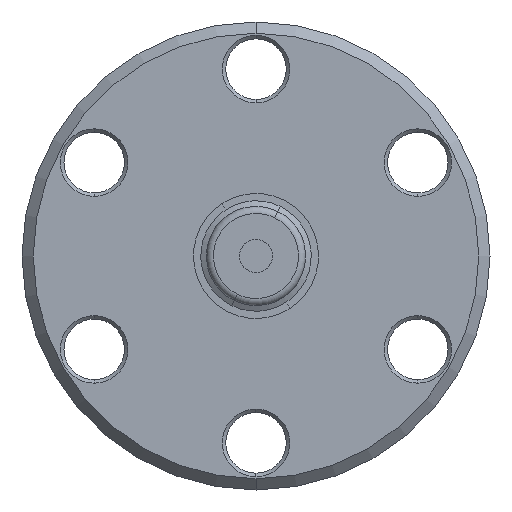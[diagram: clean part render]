
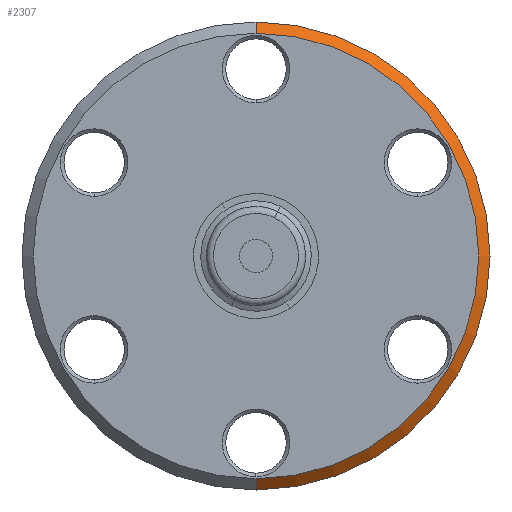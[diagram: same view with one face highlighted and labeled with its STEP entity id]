
A CAD part, front view. The second image highlights one B-rep face of the part: STEP entity #2307.
In plain terms, the highlighted conical face has half-angle 45 degrees and reference radius 16.891 mm.
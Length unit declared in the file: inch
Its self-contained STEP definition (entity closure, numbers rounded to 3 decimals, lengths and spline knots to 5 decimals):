
#9 = CARTESIAN_POINT ( 'NONE',  ( 0., 0.032, -0.665 ) ) ;
#120 = LINE ( 'NONE', #866, #1149 ) ;
#235 = FACE_OUTER_BOUND ( 'NONE', #1145, .T. ) ;
#337 = EDGE_CURVE ( 'NONE', #2358, #684, #2432, .T. ) ;
#518 = CARTESIAN_POINT ( 'NONE',  ( 0., 0., 0.633 ) ) ;
#585 = EDGE_CURVE ( 'NONE', #684, #1218, #610, .T. ) ;
#610 = CIRCLE ( 'NONE', #2388, 0.665 ) ;
#614 = CARTESIAN_POINT ( 'NONE',  ( 0., 0.032, 0. ) ) ;
#671 = EDGE_CURVE ( 'NONE', #1800, #1218, #120, .T. ) ;
#684 = VERTEX_POINT ( 'NONE', #730 ) ;
#700 = DIRECTION ( 'NONE',  ( 0., -1., 0. ) ) ;
#728 = ORIENTED_EDGE ( 'NONE', *, *, #671, .F. ) ;
#730 = CARTESIAN_POINT ( 'NONE',  ( 0., 0.032, -0.665 ) ) ;
#819 = DIRECTION ( 'NONE',  ( 0., 0., -1. ) ) ;
#866 = CARTESIAN_POINT ( 'NONE',  ( 0., 0.032, 0.665 ) ) ;
#879 = DIRECTION ( 'NONE',  ( 0., 1., 0. ) ) ;
#953 = AXIS2_PLACEMENT_3D ( 'NONE', #614, #879, #2174 ) ;
#1066 = ORIENTED_EDGE ( 'NONE', *, *, #337, .T. ) ;
#1090 = DIRECTION ( 'NONE',  ( 0., 0., -1. ) ) ;
#1121 = DIRECTION ( 'NONE',  ( 0., 0.707, -0.707 ) ) ;
#1145 = EDGE_LOOP ( 'NONE', ( #1480, #1066, #2015, #728 ) ) ;
#1149 = VECTOR ( 'NONE', #2005, 39.37008 ) ;
#1218 = VERTEX_POINT ( 'NONE', #1632 ) ;
#1480 = ORIENTED_EDGE ( 'NONE', *, *, #2010, .F. ) ;
#1632 = CARTESIAN_POINT ( 'NONE',  ( 0., 0.032, 0.665 ) ) ;
#1800 = VERTEX_POINT ( 'NONE', #518 ) ;
#1883 = CIRCLE ( 'NONE', #2196, 0.633 ) ;
#1935 = CARTESIAN_POINT ( 'NONE',  ( 0., 0., 0. ) ) ;
#1982 = CONICAL_SURFACE ( 'NONE', #953, 0.665, 0.785 ) ;
#2005 = DIRECTION ( 'NONE',  ( 0., 0.707, 0.707 ) ) ;
#2010 = EDGE_CURVE ( 'NONE', #2358, #1800, #1883, .T. ) ;
#2015 = ORIENTED_EDGE ( 'NONE', *, *, #585, .T. ) ;
#2028 = CARTESIAN_POINT ( 'NONE',  ( 0., 0.032, 0. ) ) ;
#2174 = DIRECTION ( 'NONE',  ( 0., 0., 1. ) ) ;
#2196 = AXIS2_PLACEMENT_3D ( 'NONE', #1935, #2305, #819 ) ;
#2227 = VECTOR ( 'NONE', #1121, 39.37008 ) ;
#2305 = DIRECTION ( 'NONE',  ( 0., -1., 0. ) ) ;
#2307 = ADVANCED_FACE ( 'NONE', ( #235 ), #1982, .T. ) ;
#2358 = VERTEX_POINT ( 'NONE', #2394 ) ;
#2388 = AXIS2_PLACEMENT_3D ( 'NONE', #2028, #700, #1090 ) ;
#2394 = CARTESIAN_POINT ( 'NONE',  ( 0., 0., -0.633 ) ) ;
#2432 = LINE ( 'NONE', #9, #2227 ) ;
